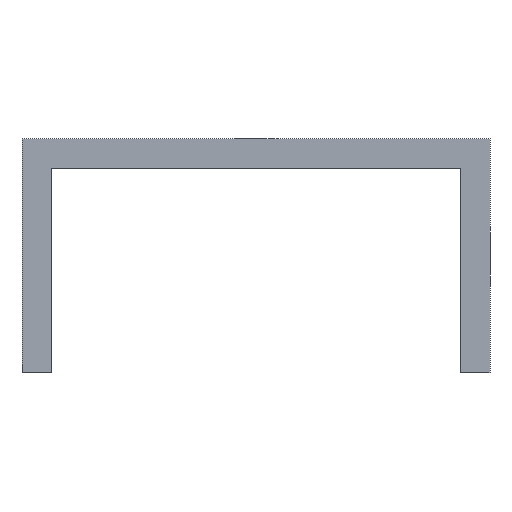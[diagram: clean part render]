
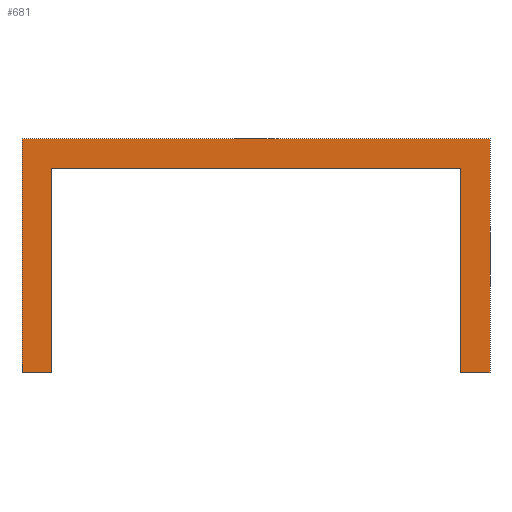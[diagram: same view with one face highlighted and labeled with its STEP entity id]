
A CAD part, front view. The second image highlights one B-rep face of the part: STEP entity #681.
In plain terms, the highlighted planar face has unit normal (0, -1, 0).
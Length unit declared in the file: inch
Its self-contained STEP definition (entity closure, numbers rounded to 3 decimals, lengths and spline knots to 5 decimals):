
#17 = ORIENTED_EDGE ( 'NONE', *, *, #918, .F. ) ;
#56 = VERTEX_POINT ( 'NONE', #527 ) ;
#64 = VERTEX_POINT ( 'NONE', #316 ) ;
#78 = EDGE_CURVE ( 'NONE', #434, #64, #243, .T. ) ;
#89 = ORIENTED_EDGE ( 'NONE', *, *, #1317, .F. ) ;
#96 = CARTESIAN_POINT ( 'NONE',  ( 1.875, 0., -1. ) ) ;
#102 = VECTOR ( 'NONE', #1303, 39.37008 ) ;
#113 = VECTOR ( 'NONE', #1137, 39.37008 ) ;
#118 = LINE ( 'NONE', #855, #102 ) ;
#128 = VERTEX_POINT ( 'NONE', #768 ) ;
#146 = LINE ( 'NONE', #464, #113 ) ;
#163 = VECTOR ( 'NONE', #849, 39.37008 ) ;
#175 = VERTEX_POINT ( 'NONE', #1017 ) ;
#191 = EDGE_LOOP ( 'NONE', ( #825, #493, #89, #837, #1116, #1235, #314, #17 ) ) ;
#225 = LINE ( 'NONE', #1076, #163 ) ;
#243 = LINE ( 'NONE', #1267, #973 ) ;
#275 = DIRECTION ( 'NONE',  ( 0., 0., -1. ) ) ;
#295 = CARTESIAN_POINT ( 'NONE',  ( 0., 0., 0. ) ) ;
#314 = ORIENTED_EDGE ( 'NONE', *, *, #838, .F. ) ;
#316 = CARTESIAN_POINT ( 'NONE',  ( 0., 0., -1. ) ) ;
#333 = VERTEX_POINT ( 'NONE', #783 ) ;
#357 = VECTOR ( 'NONE', #1238, 39.37008 ) ;
#363 = LINE ( 'NONE', #565, #357 ) ;
#370 = VECTOR ( 'NONE', #618, 39.37008 ) ;
#373 = LINE ( 'NONE', #513, #370 ) ;
#380 = VERTEX_POINT ( 'NONE', #96 ) ;
#398 = CARTESIAN_POINT ( 'NONE',  ( 1.875, 0., -0.125 ) ) ;
#406 = VECTOR ( 'NONE', #275, 39.37008 ) ;
#422 = LINE ( 'NONE', #929, #406 ) ;
#434 = VERTEX_POINT ( 'NONE', #764 ) ;
#462 = DIRECTION ( 'NONE',  ( -1., 0., 0. ) ) ;
#464 = CARTESIAN_POINT ( 'NONE',  ( 0.125, 0., -0.125 ) ) ;
#493 = ORIENTED_EDGE ( 'NONE', *, *, #78, .F. ) ;
#513 = CARTESIAN_POINT ( 'NONE',  ( 2., 0., -1. ) ) ;
#527 = CARTESIAN_POINT ( 'NONE',  ( 0., 0., 0. ) ) ;
#561 = EDGE_CURVE ( 'NONE', #943, #128, #782, .T. ) ;
#565 = CARTESIAN_POINT ( 'NONE',  ( 0., 0., 0. ) ) ;
#608 = FACE_OUTER_BOUND ( 'NONE', #191, .T. ) ;
#618 = DIRECTION ( 'NONE',  ( -1., 0., 0. ) ) ;
#619 = PLANE ( 'NONE',  #1215 ) ;
#681 = ADVANCED_FACE ( 'NONE', ( #608 ), #619, .F. ) ;
#764 = CARTESIAN_POINT ( 'NONE',  ( 0.125, 0., -1. ) ) ;
#768 = CARTESIAN_POINT ( 'NONE',  ( 0.125, 0., -0.125 ) ) ;
#780 = VECTOR ( 'NONE', #462, 39.37008 ) ;
#782 = LINE ( 'NONE', #979, #780 ) ;
#783 = CARTESIAN_POINT ( 'NONE',  ( 2., 0., 0. ) ) ;
#825 = ORIENTED_EDGE ( 'NONE', *, *, #1206, .F. ) ;
#837 = ORIENTED_EDGE ( 'NONE', *, *, #561, .F. ) ;
#838 = EDGE_CURVE ( 'NONE', #333, #175, #422, .T. ) ;
#849 = DIRECTION ( 'NONE',  ( 0., 0., 1. ) ) ;
#855 = CARTESIAN_POINT ( 'NONE',  ( 1.875, 0., -1. ) ) ;
#890 = EDGE_CURVE ( 'NONE', #175, #380, #373, .T. ) ;
#918 = EDGE_CURVE ( 'NONE', #56, #333, #363, .T. ) ;
#929 = CARTESIAN_POINT ( 'NONE',  ( 2., 0., 0. ) ) ;
#943 = VERTEX_POINT ( 'NONE', #398 ) ;
#973 = VECTOR ( 'NONE', #1099, 39.37008 ) ;
#979 = CARTESIAN_POINT ( 'NONE',  ( 1.875, 0., -0.125 ) ) ;
#993 = DIRECTION ( 'NONE',  ( 0., 1., 0. ) ) ;
#1017 = CARTESIAN_POINT ( 'NONE',  ( 2., 0., -1. ) ) ;
#1062 = DIRECTION ( 'NONE',  ( 0., 0., 1. ) ) ;
#1076 = CARTESIAN_POINT ( 'NONE',  ( 0., 0., -1. ) ) ;
#1099 = DIRECTION ( 'NONE',  ( -1., 0., 0. ) ) ;
#1116 = ORIENTED_EDGE ( 'NONE', *, *, #1322, .F. ) ;
#1137 = DIRECTION ( 'NONE',  ( 0., 0., -1. ) ) ;
#1206 = EDGE_CURVE ( 'NONE', #64, #56, #225, .T. ) ;
#1215 = AXIS2_PLACEMENT_3D ( 'NONE', #295, #993, #1062 ) ;
#1235 = ORIENTED_EDGE ( 'NONE', *, *, #890, .F. ) ;
#1238 = DIRECTION ( 'NONE',  ( 1., 0., 0. ) ) ;
#1267 = CARTESIAN_POINT ( 'NONE',  ( 0.125, 0., -1. ) ) ;
#1303 = DIRECTION ( 'NONE',  ( 0., 0., 1. ) ) ;
#1317 = EDGE_CURVE ( 'NONE', #128, #434, #146, .T. ) ;
#1322 = EDGE_CURVE ( 'NONE', #380, #943, #118, .T. ) ;
